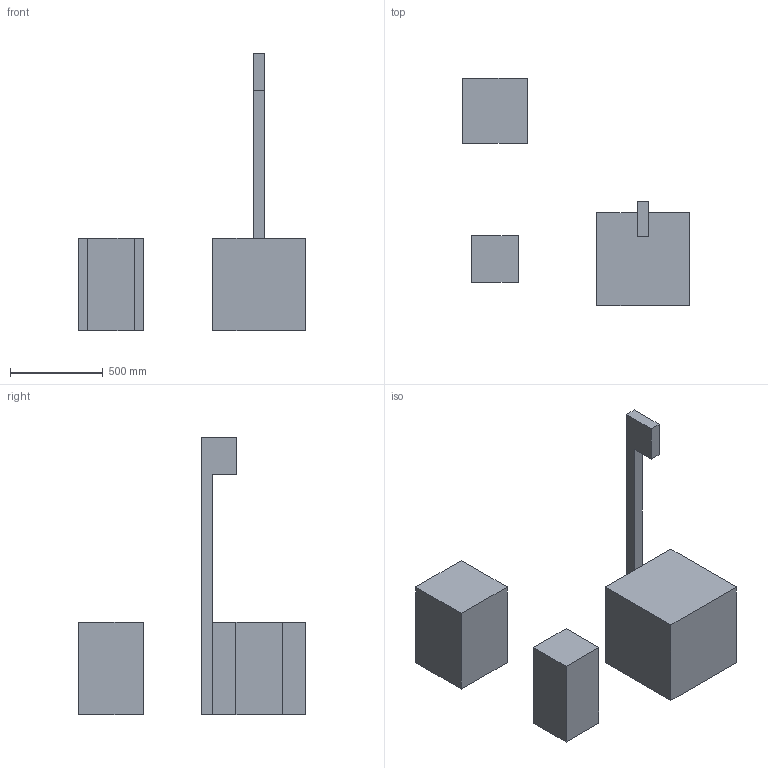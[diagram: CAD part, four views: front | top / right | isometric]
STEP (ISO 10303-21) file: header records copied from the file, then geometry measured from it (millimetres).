
FILE_DESCRIPTION(('CATIA V6 STEP','CAx-IF Rec.Pracs.--- Model Styling and Organization---1.5--- 2016-08-15','CAx-IF Rec.Pracs.---Supplemental Geometry---1.0---2011-11-01','CAx-IF Rec.Pracs.--- Composite Materials ---1.1---2010-07-15'),'2;1');
FILE_NAME('workbenches.stp','2024-02-22T09:34:21+00:00',('%USERNAME%'),('AIRBUS DEFENCE AND SPACE'),'3DEXPERIENCE Platform3DEXPERIENCE R2020x HotFix 20','3DEXPERIENCE Platform STEP AP214 Edition 3 v1','none');
FILE_SCHEMA(('AUTOMOTIVE_DESIGN { 1 0 10303 214 3 1 1 1 }'));
Length unit declared in the file: millimetre
Products named in the file (7): ND_prd-ADCO01-04828488_A_DIGITALTWIN-CATIA_TRADE-OFF_IN_WORK; ND_prd-ADCO01-04828403_A_STRUCTURES_IN_WORK; ND_prd-ADCO01-04828411_A_ROBOT_STRUCTURE_IN_WORK; ND_prd-ADCO01-04828463_A_WORKBENCH_IN_WORK; ND_prd-ADCO01-04828465_A_STORAGE_IN_WORK; ND_prd-ADCO01-04828486_A_LIDAR_SUPPORT_IN_WORK; ND_prd-ADCO01-04828479_A_REF_IN_WORK
Assembly tree (6 placements, depth 3):
  ND_prd-ADCO01-04828488_A_DIGITALTWIN-CATIA_TRADE-OFF_IN_WORK
    ND_prd-ADCO01-04828403_A_STRUCTURES_IN_WORK
      ND_prd-ADCO01-04828411_A_ROBOT_STRUCTURE_IN_WORK
      ND_prd-ADCO01-04828463_A_WORKBENCH_IN_WORK
      ND_prd-ADCO01-04828465_A_STORAGE_IN_WORK
      ND_prd-ADCO01-04828486_A_LIDAR_SUPPORT_IN_WORK
    ND_prd-ADCO01-04828479_A_REF_IN_WORK
Bounding box: 1225 x 1225 x 1500 mm (x, y, z)
Volume: 224460000 mm3; surface area: 3504800 mm2
Topology: 4 solids, 4 shells, 26 faces, 54 edges, 36 vertices
Faces by surface type: plane 26
Entity records: 937 total; most frequent: CARTESIAN_POINT 145, DIRECTION 140, ORIENTED_EDGE 108, AXIS2_PLACEMENT_3D 55, VECTOR 54, EDGE_CURVE 54, LINE 54, VERTEX_POINT 36
